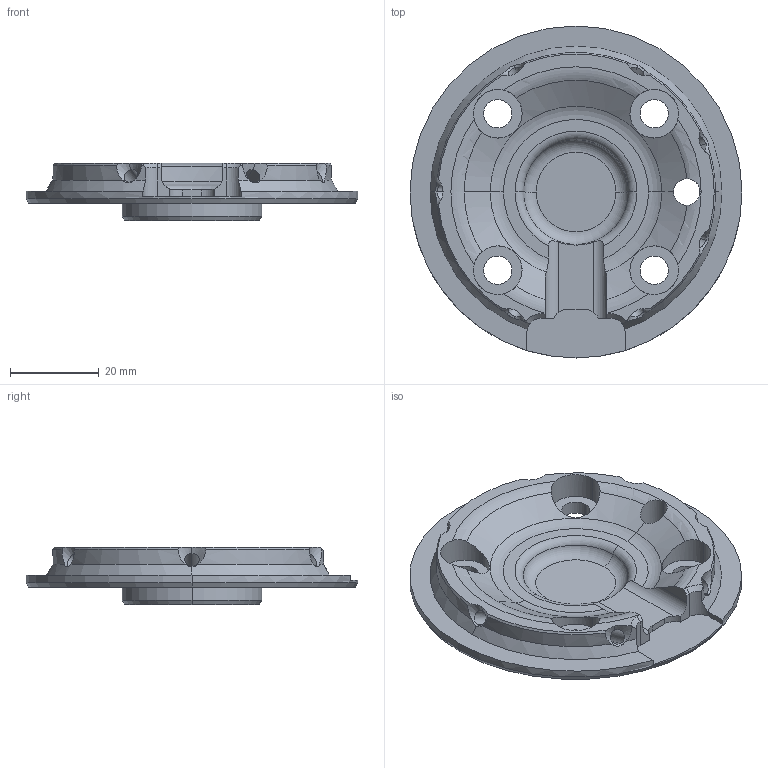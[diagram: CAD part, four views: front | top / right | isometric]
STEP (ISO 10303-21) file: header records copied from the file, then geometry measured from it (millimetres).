
FILE_DESCRIPTION (( 'STEP AP214' ), '1' );
FILE_NAME ('G-062-COUPLING_G-50-4M6-1D6.STEP', '2016-01-12T20:37:42', ( '' ), ( '' ), 'SwSTEP 2.0', 'SolidWorks 2013', '' );
FILE_SCHEMA (( 'AUTOMOTIVE_DESIGN' ));
Length unit declared in the file: millimetre
Products named in the file (1): G-062-COUPLING_G-50-4M6-1D6
Bounding box: 75 x 75 x 13 mm (x, y, z)
Volume: 21011.6 mm3; surface area: 12405.5 mm2
Topology: 1 solids, 1 shells, 119 faces, 344 edges, 220 vertices
Faces by surface type: cylinder 51, cone 34, plane 21, torus 13
Entity records: 4629 total; most frequent: CARTESIAN_POINT 1506, ORIENTED_EDGE 688, DIRECTION 615, EDGE_CURVE 344, AXIS2_PLACEMENT_3D 259, VERTEX_POINT 220, CIRCLE 139, EDGE_LOOP 136
